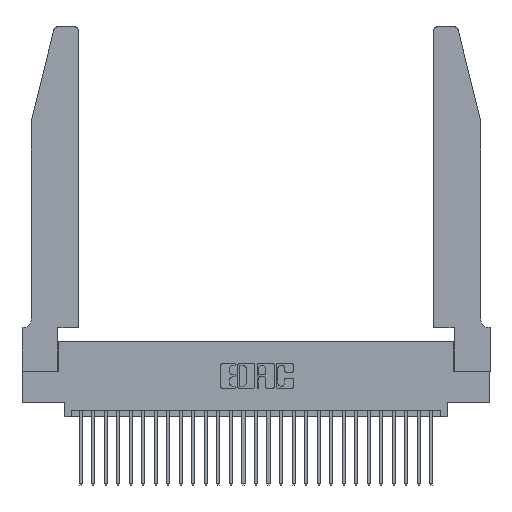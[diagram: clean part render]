
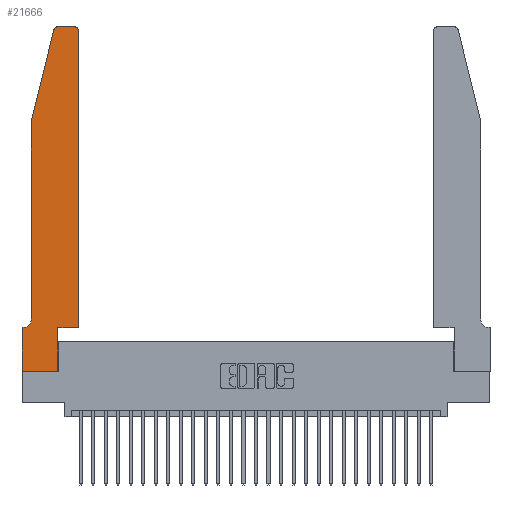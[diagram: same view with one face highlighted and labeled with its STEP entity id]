
A CAD part, top view. The second image highlights one B-rep face of the part: STEP entity #21666.
In plain terms, the highlighted planar face has unit normal (0, 0, 1).
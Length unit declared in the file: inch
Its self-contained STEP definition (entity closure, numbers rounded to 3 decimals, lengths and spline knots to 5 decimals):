
#258 = VECTOR ( 'NONE', #10238, 39.37008 ) ;
#848 = DIRECTION ( 'NONE',  ( -1., 0., 0. ) ) ;
#912 = CARTESIAN_POINT ( 'NONE',  ( 0.284, 2.75, 0.37 ) ) ;
#1297 = DIRECTION ( 'NONE',  ( -1., 0., 0. ) ) ;
#1427 = VERTEX_POINT ( 'NONE', #19331 ) ;
#1495 = AXIS2_PLACEMENT_3D ( 'NONE', #17966, #11099, #27013 ) ;
#1647 = CARTESIAN_POINT ( 'NONE',  ( 0.4505, 0.35, 0.37 ) ) ;
#1670 = VECTOR ( 'NONE', #14061, 39.37008 ) ;
#1827 = ORIENTED_EDGE ( 'NONE', *, *, #6876, .T. ) ;
#2277 = VECTOR ( 'NONE', #8608, 39.37008 ) ;
#2467 = LINE ( 'NONE', #5859, #5650 ) ;
#2589 = CARTESIAN_POINT ( 'NONE',  ( 0.4205, 2.75, 0.37 ) ) ;
#2655 = FACE_OUTER_BOUND ( 'NONE', #16596, .T. ) ;
#2844 = VERTEX_POINT ( 'NONE', #20116 ) ;
#3211 = CARTESIAN_POINT ( 'NONE',  ( 0.2865, 0., 0.37 ) ) ;
#3528 = LINE ( 'NONE', #5835, #10258 ) ;
#3907 = ORIENTED_EDGE ( 'NONE', *, *, #9697, .T. ) ;
#4409 = CARTESIAN_POINT ( 'NONE',  ( 0.2605, 2.75, 0.37 ) ) ;
#5260 = VERTEX_POINT ( 'NONE', #26950 ) ;
#5650 = VECTOR ( 'NONE', #10400, 39.37008 ) ;
#5694 = EDGE_CURVE ( 'NONE', #8335, #8271, #2467, .T. ) ;
#5835 = CARTESIAN_POINT ( 'NONE',  ( 0.0755, 0.35, 0.37 ) ) ;
#5859 = CARTESIAN_POINT ( 'NONE',  ( 0., 0., 0.37 ) ) ;
#5885 = ORIENTED_EDGE ( 'NONE', *, *, #20775, .T. ) ;
#6371 = DIRECTION ( 'NONE',  ( 0., 1., 0. ) ) ;
#6566 = VERTEX_POINT ( 'NONE', #24721 ) ;
#6697 = DIRECTION ( 'NONE',  ( -1., 0., 0. ) ) ;
#6876 = EDGE_CURVE ( 'NONE', #16395, #10500, #27968, .T. ) ;
#6922 = LINE ( 'NONE', #17808, #12959 ) ;
#7935 = EDGE_CURVE ( 'NONE', #10500, #11818, #14783, .T. ) ;
#8271 = VERTEX_POINT ( 'NONE', #3211 ) ;
#8335 = VERTEX_POINT ( 'NONE', #14889 ) ;
#8608 = DIRECTION ( 'NONE',  ( 0., -1., 0. ) ) ;
#9219 = ORIENTED_EDGE ( 'NONE', *, *, #25678, .T. ) ;
#9250 = EDGE_CURVE ( 'NONE', #1427, #16395, #23988, .T. ) ;
#9266 = ORIENTED_EDGE ( 'NONE', *, *, #5694, .T. ) ;
#9485 = CARTESIAN_POINT ( 'NONE',  ( 0.25487, 2.72718, 0.37 ) ) ;
#9697 = EDGE_CURVE ( 'NONE', #2844, #1427, #18684, .T. ) ;
#9754 = ORIENTED_EDGE ( 'NONE', *, *, #9250, .T. ) ;
#10138 = ORIENTED_EDGE ( 'NONE', *, *, #17363, .T. ) ;
#10238 = DIRECTION ( 'NONE',  ( -0.239, -0.971, 0. ) ) ;
#10258 = VECTOR ( 'NONE', #1297, 39.37008 ) ;
#10400 = DIRECTION ( 'NONE',  ( 1., 0., 0. ) ) ;
#10500 = VERTEX_POINT ( 'NONE', #2589 ) ;
#10884 = ORIENTED_EDGE ( 'NONE', *, *, #26071, .T. ) ;
#11091 = VERTEX_POINT ( 'NONE', #9485 ) ;
#11099 = DIRECTION ( 'NONE',  ( 0., 0., 1. ) ) ;
#11733 = CARTESIAN_POINT ( 'NONE',  ( 0., 0., 0.37 ) ) ;
#11818 = VERTEX_POINT ( 'NONE', #912 ) ;
#12558 = CARTESIAN_POINT ( 'NONE',  ( 0.4205, 2.72, 0.37 ) ) ;
#12784 = DIRECTION ( 'NONE',  ( 0., 0., 1. ) ) ;
#12959 = VECTOR ( 'NONE', #6371, 39.37008 ) ;
#14061 = DIRECTION ( 'NONE',  ( 0., -1., 0. ) ) ;
#14248 = CIRCLE ( 'NONE', #14994, 0.03 ) ;
#14462 = EDGE_CURVE ( 'NONE', #6566, #23210, #20462, .T. ) ;
#14506 = DIRECTION ( 'NONE',  ( 0., 0., -1. ) ) ;
#14783 = LINE ( 'NONE', #4409, #20119 ) ;
#14889 = CARTESIAN_POINT ( 'NONE',  ( 0., 0., 0.37 ) ) ;
#14915 = DIRECTION ( 'NONE',  ( 1., 0., 0. ) ) ;
#14994 = AXIS2_PLACEMENT_3D ( 'NONE', #26405, #12784, #28678 ) ;
#15477 = EDGE_CURVE ( 'NONE', #23210, #24731, #25685, .T. ) ;
#16395 = VERTEX_POINT ( 'NONE', #25572 ) ;
#16596 = EDGE_LOOP ( 'NONE', ( #19290, #10138, #9219, #17580, #23770, #22845, #10884, #9266, #5885, #3907, #9754, #1827 ) ) ;
#17272 = VECTOR ( 'NONE', #25126, 39.37008 ) ;
#17321 = EDGE_CURVE ( 'NONE', #24731, #5260, #3528, .T. ) ;
#17363 = EDGE_CURVE ( 'NONE', #11818, #11091, #14248, .T. ) ;
#17580 = ORIENTED_EDGE ( 'NONE', *, *, #14462, .T. ) ;
#17808 = CARTESIAN_POINT ( 'NONE',  ( 0.2865, 0.35, 0.37 ) ) ;
#17963 = VECTOR ( 'NONE', #19874, 39.37008 ) ;
#17966 = CARTESIAN_POINT ( 'NONE',  ( 0., 0.35, 0.37 ) ) ;
#18684 = LINE ( 'NONE', #1647, #17963 ) ;
#19290 = ORIENTED_EDGE ( 'NONE', *, *, #7935, .T. ) ;
#19331 = CARTESIAN_POINT ( 'NONE',  ( 0.4505, 0.35, 0.37 ) ) ;
#19850 = LINE ( 'NONE', #11733, #1670 ) ;
#19874 = DIRECTION ( 'NONE',  ( 1., 0., 0. ) ) ;
#20116 = CARTESIAN_POINT ( 'NONE',  ( 0.2865, 0.35, 0.37 ) ) ;
#20119 = VECTOR ( 'NONE', #6697, 39.37008 ) ;
#20462 = LINE ( 'NONE', #24581, #2277 ) ;
#20600 = CARTESIAN_POINT ( 'NONE',  ( 0.4505, 0.35, 0.37 ) ) ;
#20775 = EDGE_CURVE ( 'NONE', #8271, #2844, #6922, .T. ) ;
#21666 = ADVANCED_FACE ( 'NONE', ( #2655 ), #24752, .T. ) ;
#22845 = ORIENTED_EDGE ( 'NONE', *, *, #17321, .T. ) ;
#23210 = VERTEX_POINT ( 'NONE', #25840 ) ;
#23770 = ORIENTED_EDGE ( 'NONE', *, *, #15477, .T. ) ;
#23988 = LINE ( 'NONE', #20600, #17272 ) ;
#24581 = CARTESIAN_POINT ( 'NONE',  ( 0.0755, 2., 0.37 ) ) ;
#24721 = CARTESIAN_POINT ( 'NONE',  ( 0.0755, 2., 0.37 ) ) ;
#24731 = VERTEX_POINT ( 'NONE', #27410 ) ;
#24752 = PLANE ( 'NONE',  #1495 ) ;
#25126 = DIRECTION ( 'NONE',  ( 0., 1., 0. ) ) ;
#25169 = LINE ( 'NONE', #26174, #258 ) ;
#25572 = CARTESIAN_POINT ( 'NONE',  ( 0.4505, 2.72, 0.37 ) ) ;
#25678 = EDGE_CURVE ( 'NONE', #11091, #6566, #25169, .T. ) ;
#25685 = CIRCLE ( 'NONE', #28971, 0.07 ) ;
#25840 = CARTESIAN_POINT ( 'NONE',  ( 0.0755, 0.42, 0.37 ) ) ;
#26071 = EDGE_CURVE ( 'NONE', #5260, #8335, #19850, .T. ) ;
#26174 = CARTESIAN_POINT ( 'NONE',  ( 0.0755, 2., 0.37 ) ) ;
#26405 = CARTESIAN_POINT ( 'NONE',  ( 0.284, 2.72, 0.37 ) ) ;
#26950 = CARTESIAN_POINT ( 'NONE',  ( 0., 0.35, 0.37 ) ) ;
#27013 = DIRECTION ( 'NONE',  ( 1., 0., 0. ) ) ;
#27410 = CARTESIAN_POINT ( 'NONE',  ( 0.0055, 0.35, 0.37 ) ) ;
#27968 = CIRCLE ( 'NONE', #29009, 0.03 ) ;
#28061 = CARTESIAN_POINT ( 'NONE',  ( 0.0055, 0.42, 0.37 ) ) ;
#28449 = DIRECTION ( 'NONE',  ( 0., 0., 1. ) ) ;
#28678 = DIRECTION ( 'NONE',  ( 1., 0., 0. ) ) ;
#28971 = AXIS2_PLACEMENT_3D ( 'NONE', #28061, #14506, #848 ) ;
#29009 = AXIS2_PLACEMENT_3D ( 'NONE', #12558, #28449, #14915 ) ;
